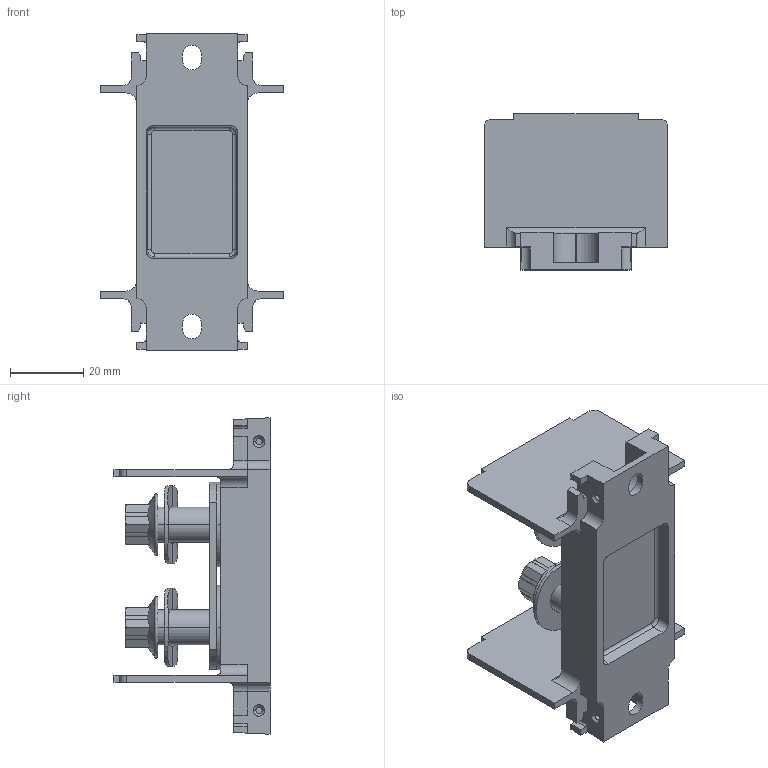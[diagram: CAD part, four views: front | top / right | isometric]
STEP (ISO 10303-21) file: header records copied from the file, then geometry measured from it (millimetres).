
FILE_DESCRIPTION((''),'2;1');
FILE_NAME('32408028002','2020-07-02T',('presta_be4'),(''),'CREO PARAMETRIC BY PTC INC, 2018360','CREO PARAMETRIC BY PTC INC, 2018360','');
FILE_SCHEMA(('CONFIG_CONTROL_DESIGN'));
Length unit declared in the file: millimetre
Products named in the file (1): 32408028002
Bounding box: 50 x 42.5 x 86.2 mm (x, y, z)
Volume: 39193 mm3; surface area: 21390.5 mm2
Topology: 3 solids, 3 shells, 308 faces, 839 edges, 542 vertices
Faces by surface type: plane 159, cylinder 98, cone 32, torus 11, bspline 8
Entity records: 11212 total; most frequent: CARTESIAN_POINT 3578, ORIENTED_EDGE 1662, DIRECTION 1466, EDGE_CURVE 831, VERTEX_POINT 542, AXIS2_PLACEMENT_3D 492, VECTOR 482, LINE 482
